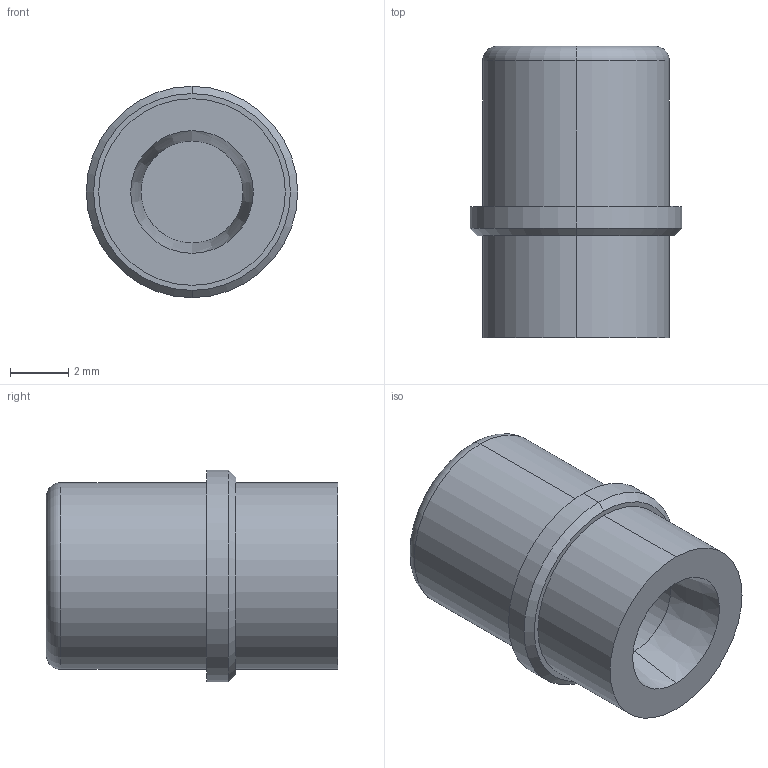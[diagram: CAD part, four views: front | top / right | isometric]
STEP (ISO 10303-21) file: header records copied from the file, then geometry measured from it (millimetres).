
FILE_DESCRIPTION (( 'STEP AP214' ), '1' );
FILE_NAME ('buttoncap.STEP', '2025-05-28T15:48:51', ( '' ), ( '' ), 'SwSTEP 2.0', 'SolidWorks 2024', '' );
FILE_SCHEMA (( 'AUTOMOTIVE_DESIGN' ));
Length unit declared in the file: millimetre
Products named in the file (1): buttoncap
Bounding box: 7.25 x 10 x 7.25 mm (x, y, z)
Volume: 252.8 mm3; surface area: 359.2 mm2
Topology: 1 solids, 1 shells, 19 faces, 36 edges, 22 vertices
Faces by surface type: cylinder 8, plane 5, cone 4, torus 2
Entity records: 509 total; most frequent: DIRECTION 100, CARTESIAN_POINT 78, ORIENTED_EDGE 72, AXIS2_PLACEMENT_3D 44, EDGE_CURVE 36, CIRCLE 24, VERTEX_POINT 22, EDGE_LOOP 22
